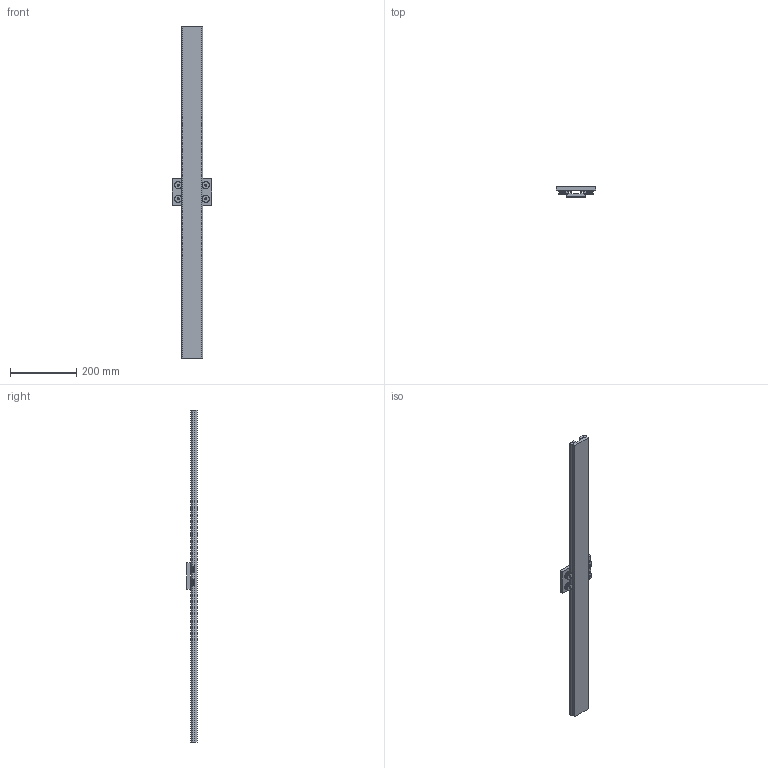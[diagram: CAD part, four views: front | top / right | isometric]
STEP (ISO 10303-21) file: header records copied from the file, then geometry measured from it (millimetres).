
FILE_DESCRIPTION(('STEP AP214'),'1');
FILE_NAME('ad106__l_1000.stp','2018-01-29T09:29:39',('TraceParts'),('TraceParts S.A.'),'Spatial InterOp 3D',' ',' ');
FILE_SCHEMA(('automotive_design'));
Length unit declared in the file: millimetre
Products named in the file (16): ad106__l_1000_1; ad106__l_1000_2; ad106__l_1000_3; ad106__l_1000_4; ad106__l_1000_5; ad106__l_1000_6; ad106__l_1000_7; ad106__l_1000_8; ad106__l_1000_9; ad106__l_1000_10; ad106__l_1000_11; ad106__l_1000_12; ad106__l_1000_13; ad106__l_1000_14; ad106__l_1000_15; ad106__l_1000_16
Bounding box: 120 x 31 x 1000 mm (x, y, z)
Volume: 1000960.5 mm3; surface area: 318375.6 mm2
Topology: 16 solids, 16 shells, 385 faces, 851 edges, 522 vertices
Faces by surface type: plane 197, cylinder 100, cone 72, torus 16
Entity records: 13926 total; most frequent: DIRECTION 1909, CARTESIAN_POINT 1870, ORIENTED_EDGE 1702, EDGE_CURVE 851, AXIS2_PLACEMENT_3D 705, VERTEX_POINT 522, LINE 499, VECTOR 499
